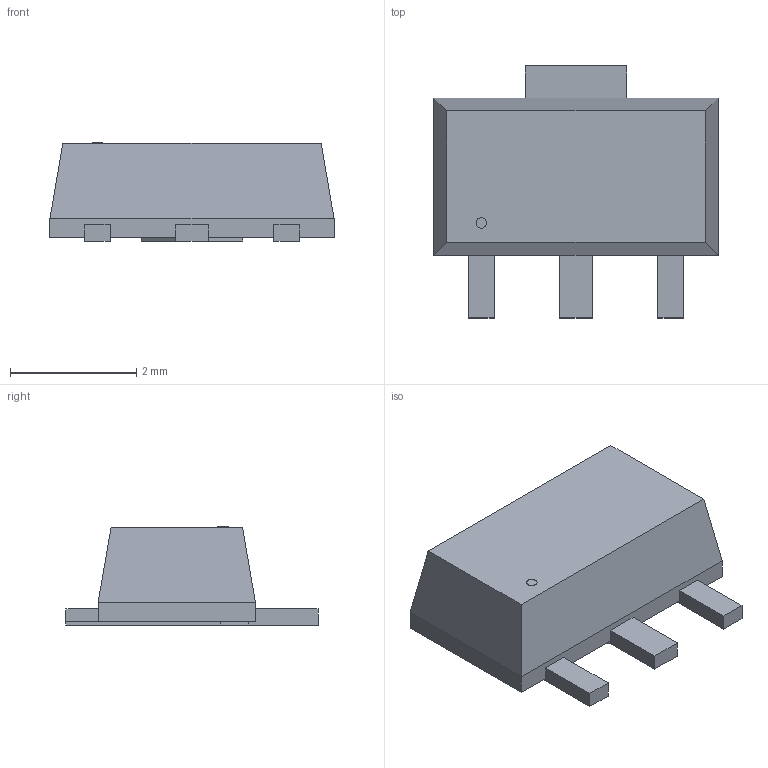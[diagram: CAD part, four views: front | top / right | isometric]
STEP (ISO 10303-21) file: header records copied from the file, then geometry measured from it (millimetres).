
FILE_DESCRIPTION(('STEP AP214'),'1');
FILE_NAME('TRANS_RHP020N_ROM','2026-02-05T09:36:01',(''),(''),'','','');
FILE_SCHEMA(('AUTOMOTIVE_DESIGN'));
Length unit declared in the file: millimetre
Products named in the file (1): product
Bounding box: 4.5 x 3.99 x 1.55 mm (x, y, z)
Volume: 15.9 mm3; surface area: 57.5 mm2
Topology: 11 solids, 11 shells, 69 faces, 137 edges, 90 vertices
Faces by surface type: plane 68, cylinder 1
Full cylindrical faces by diameter (mm): 0.166 x1
Entity records: 1823 total; most frequent: DIRECTION 280, ORIENTED_EDGE 272, CARTESIAN_POINT 163, EDGE_CURVE 136, LINE 134, VECTOR 134, VERTEX_POINT 90, AXIS2_PLACEMENT_3D 73
